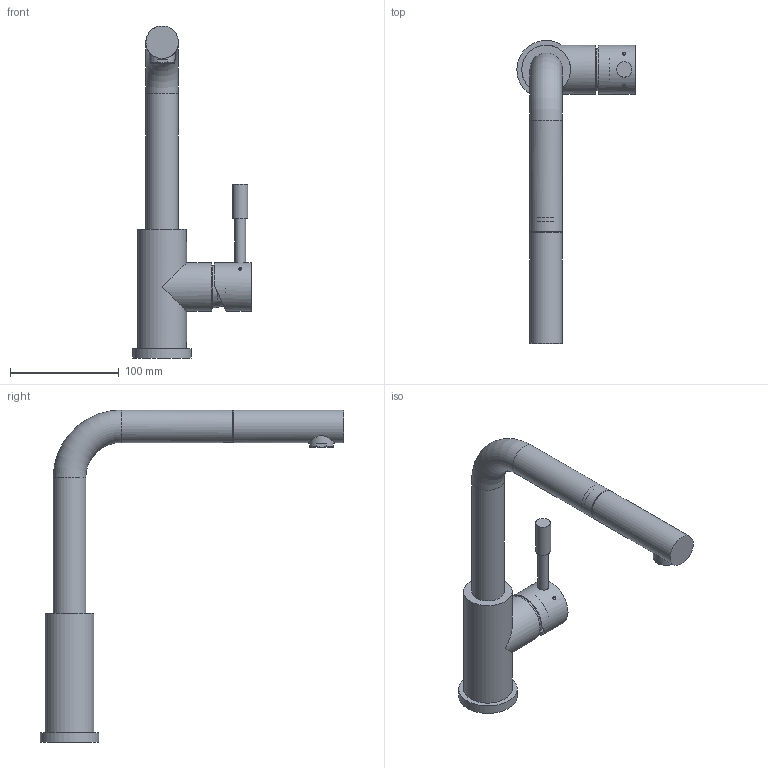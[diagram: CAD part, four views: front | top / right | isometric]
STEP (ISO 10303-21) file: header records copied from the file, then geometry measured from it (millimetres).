
FILE_DESCRIPTION(/* description */ (''),/* implementation_level */ '2;1');
FILE_NAME(/* name */ '3D_969701_SteelShower_V01.step',/* time_stamp */ '2023-01-23T14:01:41+01:00',/* author */ (''),/* organization */ (''),/* preprocessor_version */ 'ST-DEVELOPER v19.2',/* originating_system */ 'Autodesk Translation Framework v11.17.0.187',/* authorisation */ '');
FILE_SCHEMA (('AUTOMOTIVE_DESIGN { 1 0 10303 214 3 1 1 }'));
Length unit declared in the file: millimetre
Products named in the file (17): (Nicht gespeichert); GT2029DL-01_ASM; _GT2029DL-01; GT2029DL-02_ASM; GT2029DL-02-01; SLY-0051; V103_ASM; V103; V120A; V101; GT2008-05_ASM; GT2008-05; DLT013_ASM; DLT013-01-01; DLT013-02; 40303000001; V140C
Assembly tree (16 placements, depth 3):
  (Nicht gespeichert)
    GT2029DL-01_ASM
      _GT2029DL-01
    GT2029DL-02_ASM
      GT2029DL-02-01
      SLY-0051
    V103_ASM
      V103
      V120A
      V101
    GT2008-05_ASM
      GT2008-05
    DLT013_ASM
      DLT013-01-01
      DLT013-02
      40303000001
      V140C
Bounding box: 109 x 279.8 x 306 mm (x, y, z)
Volume: 329319.1 mm3; surface area: 127818.4 mm2
Topology: 8 solids, 11 shells, 198 faces, 527 edges, 350 vertices
Faces by surface type: plane 83, cylinder 76, cone 20, torus 11, bspline 8
Full cylindrical faces by diameter (mm): 3 x2, 4 x1, 6 x1, 10 x3, 13.8 x1, 14 x1, 16.2 x1, 16.5 x1, 17 x1, 17.3 x1, 17.8 x1, 18 x1, 18.5 x1, 19.8 x1, 20.1 x1, 20.5 x1, 20.9 x1, 21.2 x1, 22.5 x2, 23.9 x2, 24.5 x1, 26.2 x2, 26.5 x1, 27 x3, 28.2 x1, 30 x4, 32 x1, 36 x1, 40.2 x1, 41 x1
Entity records: 9577 total; most frequent: CARTESIAN_POINT 4100, DIRECTION 1141, ORIENTED_EDGE 1015, EDGE_CURVE 525, AXIS2_PLACEMENT_3D 456, VERTEX_POINT 350, EDGE_LOOP 232, LINE 229
